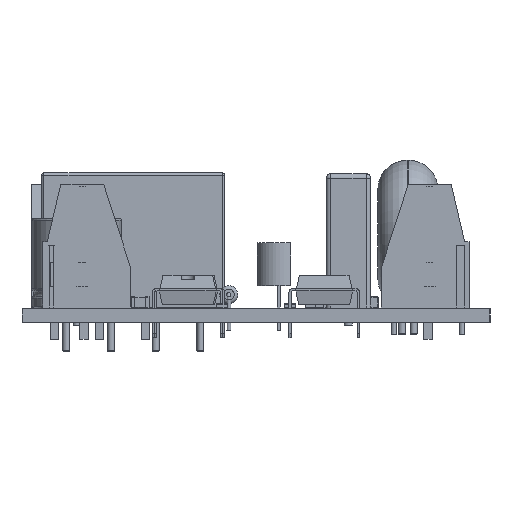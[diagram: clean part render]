
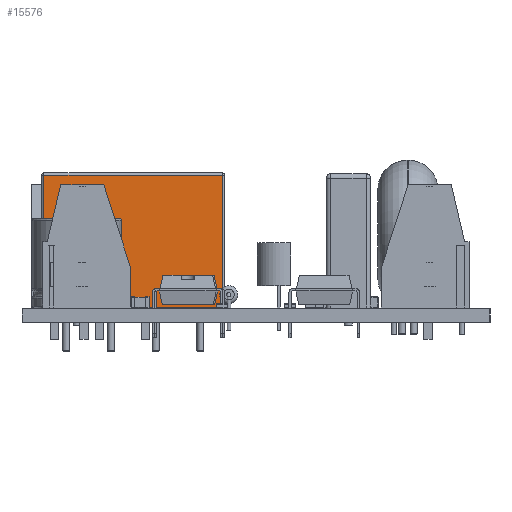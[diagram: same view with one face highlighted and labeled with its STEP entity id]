
A CAD part, left-side view. The second image highlights one B-rep face of the part: STEP entity #15576.
In plain terms, the highlighted face is planar.
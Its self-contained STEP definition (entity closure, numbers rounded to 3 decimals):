
#15576 = ADVANCED_FACE('',(#15577),#15611,.T.);
#15577 = FACE_BOUND('',#15578,.T.);
#15578 = EDGE_LOOP('',(#15579,#15589,#15597,#15605));
#15579 = ORIENTED_EDGE('',*,*,#15580,.T.);
#15580 = EDGE_CURVE('',#15581,#15583,#15585,.T.);
#15581 = VERTEX_POINT('',#15582);
#15582 = CARTESIAN_POINT('',(31.94,7.5,0.1));
#15583 = VERTEX_POINT('',#15584);
#15584 = CARTESIAN_POINT('',(31.94,7.5,14.85));
#15585 = LINE('',#15586,#15587);
#15586 = CARTESIAN_POINT('',(31.94,7.5,0.1));
#15587 = VECTOR('',#15588,1.);
#15588 = DIRECTION('',(0.,0.,1.));
#15589 = ORIENTED_EDGE('',*,*,#15590,.T.);
#15590 = EDGE_CURVE('',#15583,#15591,#15593,.T.);
#15591 = VERTEX_POINT('',#15592);
#15592 = CARTESIAN_POINT('',(31.94,-12.5,14.85));
#15593 = LINE('',#15594,#15595);
#15594 = CARTESIAN_POINT('',(31.94,7.5,14.85));
#15595 = VECTOR('',#15596,1.);
#15596 = DIRECTION('',(0.,-1.,0.));
#15597 = ORIENTED_EDGE('',*,*,#15598,.F.);
#15598 = EDGE_CURVE('',#15599,#15591,#15601,.T.);
#15599 = VERTEX_POINT('',#15600);
#15600 = CARTESIAN_POINT('',(31.94,-12.5,0.1));
#15601 = LINE('',#15602,#15603);
#15602 = CARTESIAN_POINT('',(31.94,-12.5,0.1));
#15603 = VECTOR('',#15604,1.);
#15604 = DIRECTION('',(0.,0.,1.));
#15605 = ORIENTED_EDGE('',*,*,#15606,.F.);
#15606 = EDGE_CURVE('',#15581,#15599,#15607,.T.);
#15607 = LINE('',#15608,#15609);
#15608 = CARTESIAN_POINT('',(31.94,7.75,0.1));
#15609 = VECTOR('',#15610,1.);
#15610 = DIRECTION('',(0.,-1.,0.));
#15611 = PLANE('',#15612);
#15612 = AXIS2_PLACEMENT_3D('',#15613,#15614,#15615);
#15613 = CARTESIAN_POINT('',(31.94,7.75,0.1));
#15614 = DIRECTION('',(1.,0.,-0.));
#15615 = DIRECTION('',(0.,-1.,0.));
